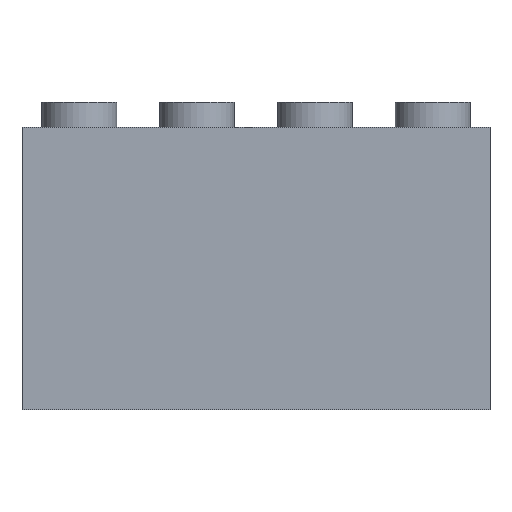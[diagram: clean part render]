
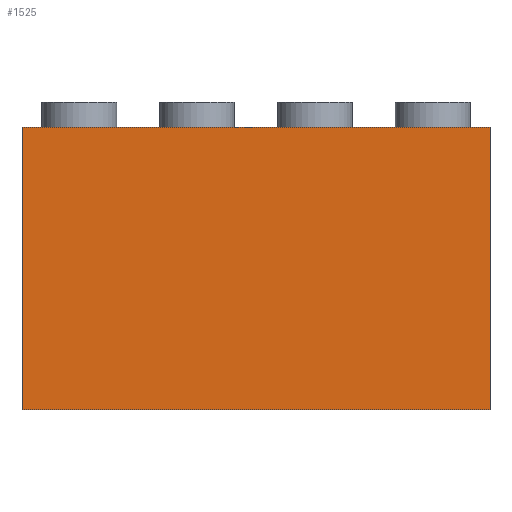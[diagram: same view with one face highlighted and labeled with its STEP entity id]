
A CAD part, front view. The second image highlights one B-rep face of the part: STEP entity #1525.
In plain terms, the highlighted planar face has unit normal (0, -1, 0).
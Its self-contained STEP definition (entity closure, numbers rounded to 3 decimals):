
#149=FACE_OUTER_BOUND('',#238,.T.);
#238=EDGE_LOOP('',(#1270,#1271,#1272,#1273));
#434=LINE('',#2462,#615);
#435=LINE('',#2465,#616);
#436=LINE('',#2467,#617);
#437=LINE('',#2468,#618);
#615=VECTOR('',#2034,10.);
#616=VECTOR('',#2037,10.);
#617=VECTOR('',#2038,10.);
#618=VECTOR('',#2039,10.);
#753=VERTEX_POINT('',#2455);
#756=VERTEX_POINT('',#2460);
#757=VERTEX_POINT('',#2464);
#758=VERTEX_POINT('',#2466);
#950=EDGE_CURVE('',#753,#756,#434,.T.);
#951=EDGE_CURVE('',#757,#753,#435,.T.);
#952=EDGE_CURVE('',#758,#756,#436,.T.);
#953=EDGE_CURVE('',#757,#758,#437,.T.);
#1270=ORIENTED_EDGE('',*,*,#951,.T.);
#1271=ORIENTED_EDGE('',*,*,#950,.T.);
#1272=ORIENTED_EDGE('',*,*,#952,.F.);
#1273=ORIENTED_EDGE('',*,*,#953,.F.);
#1436=PLANE('',#1648);
#1525=ADVANCED_FACE('',(#149),#1436,.T.);
#1648=AXIS2_PLACEMENT_3D('',#2463,#2035,#2036);
#2034=DIRECTION('',(0.,0.,1.));
#2035=DIRECTION('center_axis',(0.,-1.,0.));
#2036=DIRECTION('ref_axis',(1.,0.,0.));
#2037=DIRECTION('',(1.,0.,0.));
#2038=DIRECTION('',(1.,0.,0.));
#2039=DIRECTION('',(0.,0.,1.));
#2455=CARTESIAN_POINT('',(31.816,-31.823,0.));
#2460=CARTESIAN_POINT('',(31.816,-31.823,19.2));
#2462=CARTESIAN_POINT('',(31.816,-31.823,0.));
#2463=CARTESIAN_POINT('Origin',(0.018,-31.823,0.));
#2464=CARTESIAN_POINT('',(0.018,-31.823,0.));
#2465=CARTESIAN_POINT('',(0.018,-31.823,0.));
#2466=CARTESIAN_POINT('',(0.018,-31.823,19.2));
#2467=CARTESIAN_POINT('',(0.018,-31.823,19.2));
#2468=CARTESIAN_POINT('',(0.018,-31.823,0.));
